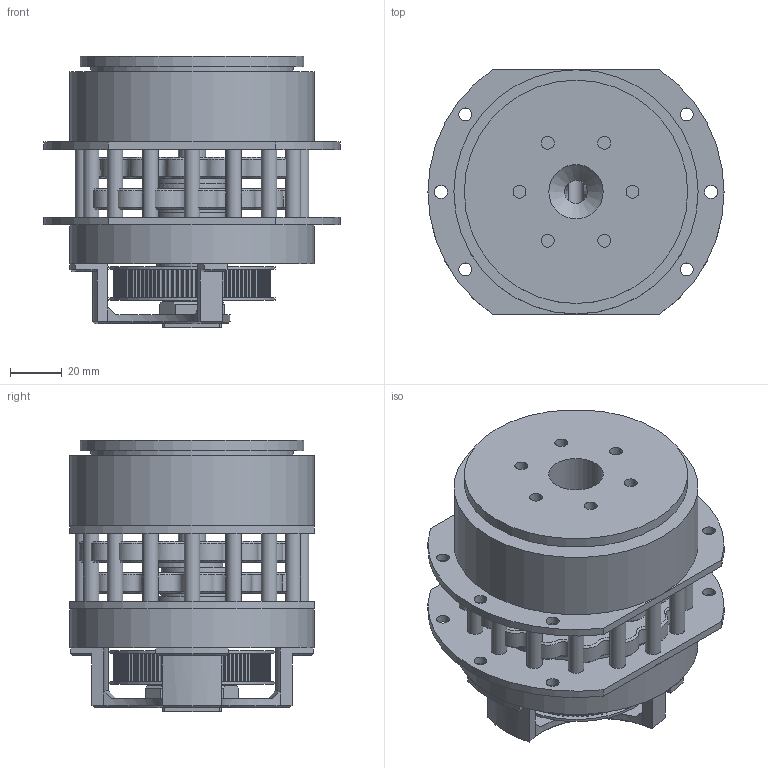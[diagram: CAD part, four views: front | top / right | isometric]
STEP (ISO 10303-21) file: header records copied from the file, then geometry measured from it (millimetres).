
FILE_DESCRIPTION(/* description */ (''),/* implementation_level */ '2;1');
FILE_NAME(/* name */ 'AssemblyV2_with_bearing v22.step',/* time_stamp */ '2024-05-28T16:33:57+02:00',/* author */ (''),/* organization */ (''),/* preprocessor_version */ 'ST-DEVELOPER v20',/* originating_system */ 'Autodesk Translation Framework v13.14.0.145',/* authorisation */ '');
FILE_SCHEMA (('AUTOMOTIVE_DESIGN { 1 0 10303 214 3 1 1 }'));
Length unit declared in the file: millimetre
Products named in the file (22): AssemblyV2_with_bearing; Bearing_37_25_7mm; output_shaft_cover; output_shaft; Shaft e2; Shifted; Shifted2; Normal (1); Cycloid_R42_Rr3_N16_E2; Pins; MagEncholder 4mm; bearing aligner; External2; Encoder mounting; Bearing_18_12_4mm; Encoder 14bit; bEARING COVER; output_shaft_cover_thread_with bearing; Bearing_72_55_9mm; output_shaft_thread; łozysko wzdłuzne 55_78_16; output extender
Assembly tree (26 placements, depth 3):
  AssemblyV2_with_bearing
    Bearing_37_25_7mm  x4
    output_shaft_cover
      Bearing_72_55_9mm
      output_shaft
    Shaft e2
      Shifted
      Shifted2
      Normal (1)
    Cycloid_R42_Rr3_N16_E2  x2
    Pins
    MagEncholder 4mm
      bearing aligner
    External2
    Encoder mounting
      Bearing_18_12_4mm
      Encoder 14bit
      bEARING COVER
    output_shaft_cover_thread_with bearing
      Bearing_72_55_9mm
      output_shaft_thread
      łozysko wzdłuzne 55_78_16
    output extender
Bounding box: 114 x 94 x 104.6 mm (x, y, z)
Volume: 388764.1 mm3; surface area: 247115.2 mm2
Topology: 79 solids, 79 shells, 1447 faces, 3633 edges, 2404 vertices
Faces by surface type: cylinder 873, plane 521, sphere 24, bspline 13, cone 13, torus 3
Full cylindrical faces by diameter (mm): 2 x8, 3.5 x22, 4 x18, 4.5 x46, 4.7 x22, 5 x18, 5.2 x1, 6 x16, 7 x18, 7.3 x6, 7.5 x17, 8.9 x1, 9.5 x12, 10 x1, 10.4 x1, 10.5 x1, 12 x2, 13 x2, 14 x1, 15 x1, 16 x1, 17 x2, 18 x1, 18.5 x1, 20.9 x1, 22 x1, 25 x7, 27 x17, 28 x4, 33 x2
Entity records: 50974 total; most frequent: CARTESIAN_POINT 15344, DIRECTION 7896, ORIENTED_EDGE 6858, EDGE_CURVE 3429, AXIS2_PLACEMENT_3D 3117, VERTEX_POINT 2300, EDGE_LOOP 1723, CIRCLE 1723
